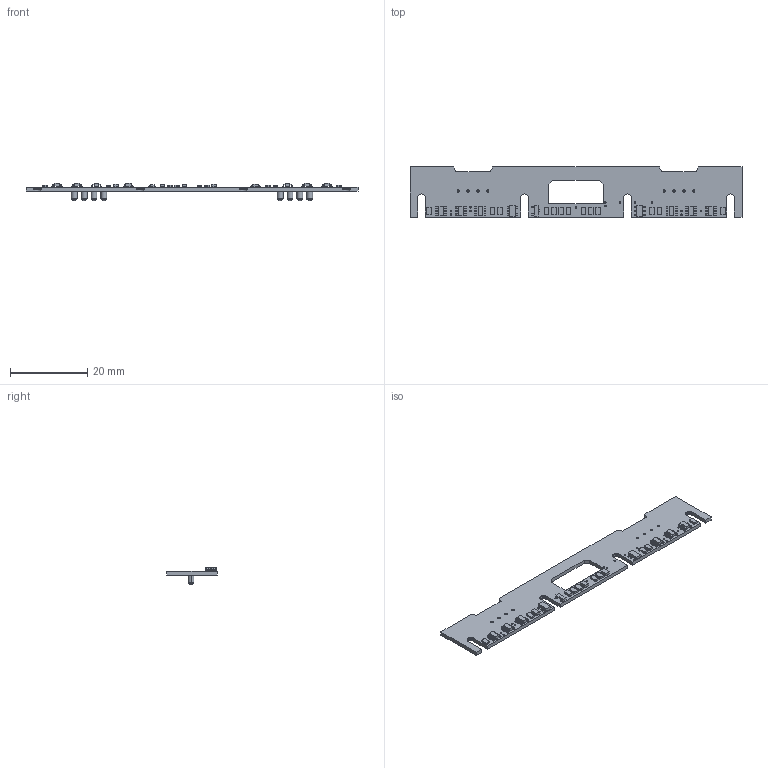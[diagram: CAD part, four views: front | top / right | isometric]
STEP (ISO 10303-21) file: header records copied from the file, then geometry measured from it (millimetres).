
FILE_DESCRIPTION(('PCB Model'),'2;1');
FILE_NAME('InterfaceBoard2.STEP','2019-03-08T19:04:17',('WORKSTATION'),( 'Unspecified'),'Open CASCADE STEP processor 6.8','Proteus','Unknown' );
FILE_SCHEMA(('CONFIG_CONTROL_DESIGN','SHAPE_APPEARANCE_LAYER_MIM'));
Length unit declared in the file: millimetre
Products named in the file (76): Open CASCADE STEP translator 6.8 1; Layer_1; J24; Open CASCADE STEP translator 6.8 1.2.1; Body_1; J25; Open CASCADE STEP translator 6.8 1.3.1; J26; Open CASCADE STEP translator 6.8 1.4.1; J27; Open CASCADE STEP translator 6.8 1.5.1; J20; Open CASCADE STEP translator 6.8 1.6.1; J23; Open CASCADE STEP translator 6.8 1.7.1; J21; Open CASCADE STEP translator 6.8 1.8.1; J22; Open CASCADE STEP translator 6.8 1.9.1; U3; Open CASCADE STEP translator 6.8 1.10.1; Pin_1; Pin_2; Pin_3; Pin_4; Pin_5; Pin_6; R4; Open CASCADE STEP translator 6.8 1.11.1; R5; Q1; Q2; U6; Open CASCADE STEP translator 6.8 1.15.1; U1; Open CASCADE STEP translator 6.8 1.16.1; Q3; Q4; U7; R7 ...
Assembly tree (98 placements, depth 4):
  Open CASCADE STEP translator 6.8 1
    Layer_1
    J24
      Open CASCADE STEP translator 6.8 1.2.1
        Body_1
    J25
      Open CASCADE STEP translator 6.8 1.3.1
        Body_1
    J26
      Open CASCADE STEP translator 6.8 1.4.1
        Body_1
    J27
      Open CASCADE STEP translator 6.8 1.5.1
        Body_1
    J20
      Open CASCADE STEP translator 6.8 1.6.1
        Body_1
    J23
      Open CASCADE STEP translator 6.8 1.7.1
        Body_1
    J21
      Open CASCADE STEP translator 6.8 1.8.1
        Body_1
    J22
      Open CASCADE STEP translator 6.8 1.9.1
        Body_1
    U3
      Open CASCADE STEP translator 6.8 1.10.1
        Body_1
        Pin_1
        Pin_2
        Pin_3
        Pin_4
        Pin_5
        Pin_6
    R4
      Open CASCADE STEP translator 6.8 1.11.1
        Body_1
        Pin_1
        Pin_2
    R5
      Open CASCADE STEP translator 6.8 1.11.1
        Body_1
        Pin_1
        Pin_2
    Q1
      Open CASCADE STEP translator 6.8 1.10.1
        Body_1
        Pin_1
        Pin_2
        Pin_3
        Pin_4
        Pin_5
        Pin_6
    Q2
      Open CASCADE STEP translator 6.8 1.10.1
        Body_1
        Pin_1
        Pin_2
        Pin_3
Bounding box: 86 x 13 x 4.5 mm (x, y, z)
Volume: 1032 mm3; surface area: 2722.3 mm2
Topology: 106 solids, 114 shells, 1338 faces, 3282 edges, 2172 vertices
Faces by surface type: plane 969, cylinder 337, revolution 16, sphere 16
Entity records: 19325 total; most frequent: CARTESIAN_POINT 2758, DIRECTION 2701, ORIENTED_EDGE 2546, EDGE_CURVE 1273, LINE 953, VECTOR 953, AXIS2_PLACEMENT_3D 873, VERTEX_POINT 848
